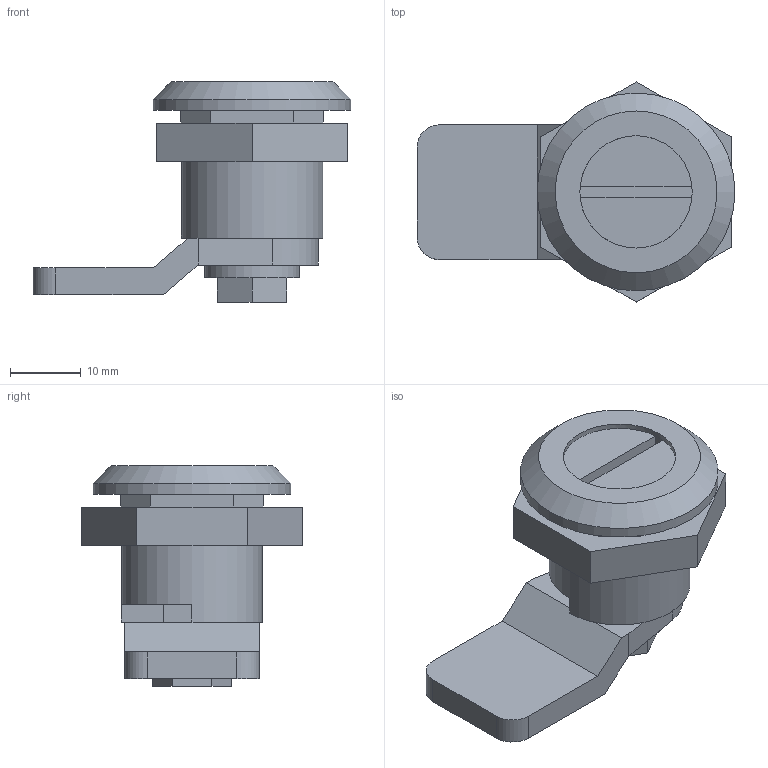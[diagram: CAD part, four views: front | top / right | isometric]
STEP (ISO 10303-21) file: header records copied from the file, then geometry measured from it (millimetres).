
FILE_DESCRIPTION (( 'STEP AP214' ), '1' );
FILE_NAME ('2QTR.STEP', '2019-07-17T22:16:09', ( '' ), ( '' ), 'SwSTEP 2.0', 'SolidWorks 2018', '' );
FILE_SCHEMA (( 'AUTOMOTIVE_DESIGN' ));
Length unit declared in the file: inch
Products named in the file (1): 2QTR
Bounding box: 44.91 x 31.09 x 31.17 mm (x, y, z)
Volume: 12452 mm3; surface area: 7002.2 mm2
Topology: 4 solids, 4 shells, 71 faces, 166 edges, 109 vertices
Faces by surface type: plane 57, cylinder 12, cone 2
Full cylindrical faces by diameter (mm): 5.893 x2, 13.335 x1, 15.875 x1, 19.939 x2, 27.94 x1
Entity records: 2956 total; most frequent: CARTESIAN_POINT 336, DIRECTION 326, ORIENTED_EDGE 312, EDGE_CURVE 156, LINE 130, VECTOR 130, VERTEX_POINT 108, AXIS2_PLACEMENT_3D 98
